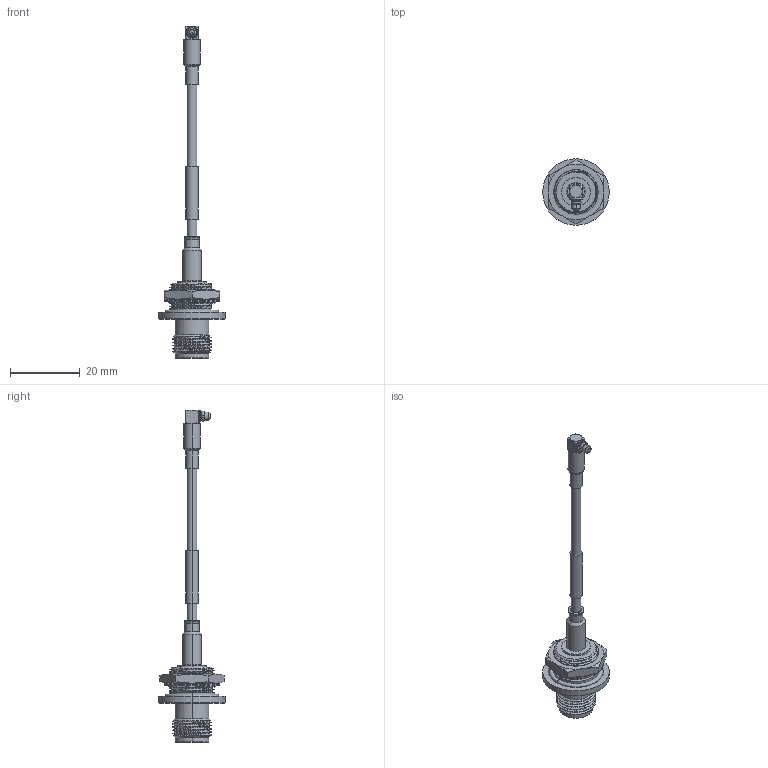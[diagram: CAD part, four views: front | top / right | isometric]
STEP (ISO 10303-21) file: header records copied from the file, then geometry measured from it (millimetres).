
FILE_DESCRIPTION (( 'STEP AP214' ), '1' );
FILE_NAME ('FMCA3270-SP_3D.step', '2023-04-28T15:45:19', ( '' ), ( '' ), 'SwSTEP 2.0', 'SolidWorks 2022', '' );
FILE_SCHEMA (( 'AUTOMOTIVE_DESIGN' ));
Length unit declared in the file: inch
Products named in the file (5): LMR-100A-PVC^FMCA3270-SP_LMR-100A; SC9535_3D^FMCA3270-SP; Heat Shrink Tubing^FMCA3270-SP; FMCA3270-SP_3D; SC4255_3D^FMCA3270-SP
Assembly tree (4 placements, depth 2):
  FMCA3270-SP_3D
    LMR-100A-PVC^FMCA3270-SP_LMR-100A
    SC4255_3D^FMCA3270-SP
    SC9535_3D^FMCA3270-SP
    Heat Shrink Tubing^FMCA3270-SP
Bounding box: 19.05 x 19.05 x 95 mm (x, y, z)
Volume: 3248.5 mm3; surface area: 4485 mm2
Topology: 10 solids, 10 shells, 361 faces, 919 edges, 598 vertices
Faces by surface type: cylinder 121, plane 93, bspline 78, cone 62, torus 6, sphere 1
Entity records: 25178 total; most frequent: CARTESIAN_POINT 16913, ORIENTED_EDGE 1834, DIRECTION 1444, EDGE_CURVE 917, VERTEX_POINT 597, AXIS2_PLACEMENT_3D 570, EDGE_LOOP 390, FACE_OUTER_BOUND 361
